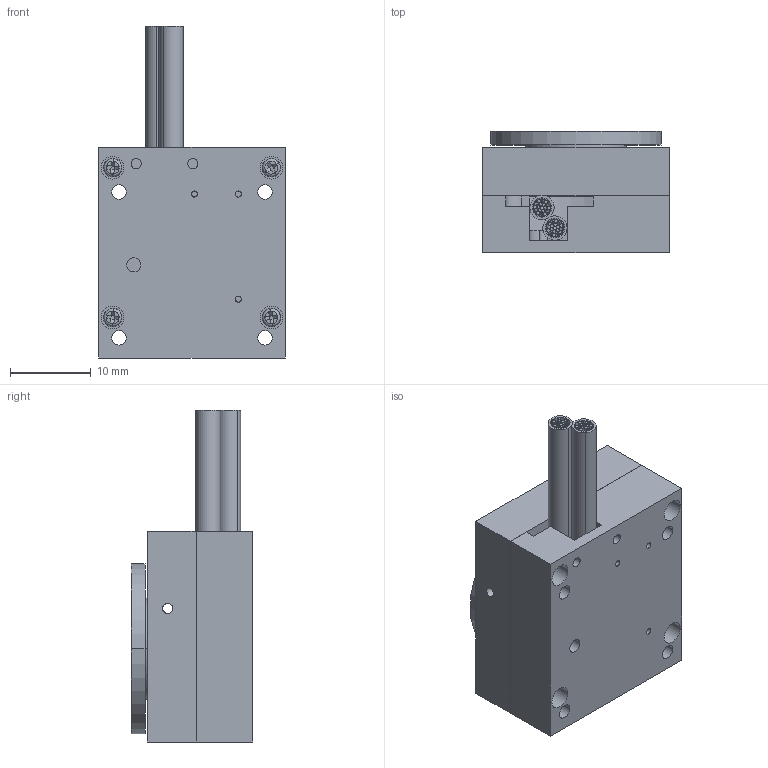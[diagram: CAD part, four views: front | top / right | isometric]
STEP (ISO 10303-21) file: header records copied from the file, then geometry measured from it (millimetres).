
FILE_DESCRIPTION (( 'STEP AP214' ), '1' );
FILE_NAME ('PR-20-1150X.STEP', '2023-11-14T18:34:22', ( '' ), ( '' ), 'SwSTEP 2.0', 'SolidWorks 2023', '' );
FILE_SCHEMA (( 'AUTOMOTIVE_DESIGN' ));
Length unit declared in the file: millimetre
Products named in the file (7): 431741 Carriage, PR-20_internal thread; Cooner Black Cable_L20; Rotor Assembly, PR-20_DEMO; 431739 Bearing Housing, PR-20_2 piece; 431740 Absolute Encoder Base, PR-20_rev A compatible; PR-20-1150X; SCREW, MS-PPH, M-JCIS_M1.6 x 0.35 x 6mm
Assembly tree (10 placements, depth 3):
  PR-20-1150X
    431739 Bearing Housing, PR-20_2 piece
    SCREW, MS-PPH, M-JCIS_M1.6 x 0.35 x 6mm  x4
    Rotor Assembly, PR-20_DEMO
      431741 Carriage, PR-20_internal thread
    431740 Absolute Encoder Base, PR-20_rev A compatible
    Cooner Black Cable_L20  x2
Bounding box: 23 x 15 x 41 mm (x, y, z)
Volume: 3153.5 mm3; surface area: 7826.5 mm2
Topology: 34 solids, 36 shells, 430 faces, 992 edges, 648 vertices
Faces by surface type: plane 194, cylinder 148, bspline 48, torus 24, cone 16
Entity records: 52696 total; most frequent: CARTESIAN_POINT 45997, DIRECTION 1375, ORIENTED_EDGE 1268, EDGE_CURVE 636, AXIS2_PLACEMENT_3D 544, VERTEX_POINT 422, EDGE_LOOP 346, LINE 287
